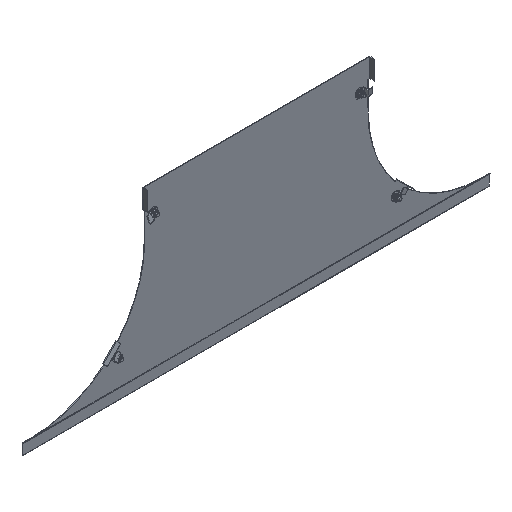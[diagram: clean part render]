
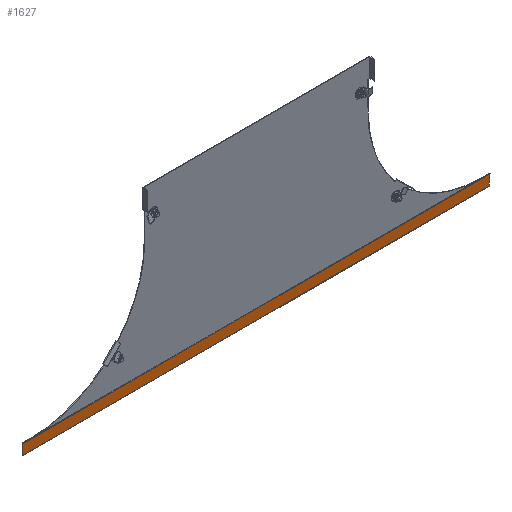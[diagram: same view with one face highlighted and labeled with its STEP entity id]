
A CAD part, isometric view. The second image highlights one B-rep face of the part: STEP entity #1627.
In plain terms, the highlighted planar face has unit normal (0, -1, 0).
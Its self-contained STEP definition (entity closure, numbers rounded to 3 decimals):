
#18 = CARTESIAN_POINT ( 'NONE',  ( -620., 0.25, -430.5 ) ) ;
#88 = DIRECTION ( 'NONE',  ( 1., 0., 0. ) ) ;
#208 = ORIENTED_EDGE ( 'NONE', *, *, #1273, .F. ) ;
#687 = VERTEX_POINT ( 'NONE', #960 ) ;
#883 = CARTESIAN_POINT ( 'NONE',  ( 620., 0.25, -430.914 ) ) ;
#893 = DIRECTION ( 'NONE',  ( 0., 0., 1. ) ) ;
#960 = CARTESIAN_POINT ( 'NONE',  ( 620., 0.25, -458. ) ) ;
#965 = DIRECTION ( 'NONE',  ( 0., 0., -1. ) ) ;
#1021 = CARTESIAN_POINT ( 'NONE',  ( -620., 0.25, -124.793 ) ) ;
#1202 = VECTOR ( 'NONE', #965, 1000. ) ;
#1273 = EDGE_CURVE ( 'NONE', #4964, #2581, #4901, .T. ) ;
#1345 = DIRECTION ( 'NONE',  ( 1., 0., 0. ) ) ;
#1477 = VERTEX_POINT ( 'NONE', #2045 ) ;
#1627 = ADVANCED_FACE ( 'NONE', ( #2331 ), #2306, .T. ) ;
#1652 = ORIENTED_EDGE ( 'NONE', *, *, #5011, .T. ) ;
#1841 = LINE ( 'NONE', #4444, #4529 ) ;
#2045 = CARTESIAN_POINT ( 'NONE',  ( -620., 0.25, -458. ) ) ;
#2203 = DIRECTION ( 'NONE',  ( 0., 0., -1. ) ) ;
#2229 = CARTESIAN_POINT ( 'NONE',  ( 600., 0.25, -430.5 ) ) ;
#2306 = PLANE ( 'NONE',  #2394 ) ;
#2331 = FACE_OUTER_BOUND ( 'NONE', #2653, .T. ) ;
#2346 = CARTESIAN_POINT ( 'NONE',  ( 600., 0.25, -124.793 ) ) ;
#2350 = DIRECTION ( 'NONE',  ( 0., -1., 0. ) ) ;
#2394 = AXIS2_PLACEMENT_3D ( 'NONE', #2346, #2350, #2203 ) ;
#2517 = LINE ( 'NONE', #1021, #1202 ) ;
#2581 = VERTEX_POINT ( 'NONE', #5667 ) ;
#2644 = ORIENTED_EDGE ( 'NONE', *, *, #3564, .T. ) ;
#2653 = EDGE_LOOP ( 'NONE', ( #1652, #5594, #2644, #208 ) ) ;
#3564 = EDGE_CURVE ( 'NONE', #687, #2581, #6035, .T. ) ;
#4110 = EDGE_CURVE ( 'NONE', #1477, #687, #1841, .T. ) ;
#4205 = VECTOR ( 'NONE', #893, 1000. ) ;
#4444 = CARTESIAN_POINT ( 'NONE',  ( 600., 0.25, -458. ) ) ;
#4529 = VECTOR ( 'NONE', #88, 1000. ) ;
#4901 = LINE ( 'NONE', #2229, #5525 ) ;
#4964 = VERTEX_POINT ( 'NONE', #18 ) ;
#5011 = EDGE_CURVE ( 'NONE', #4964, #1477, #2517, .T. ) ;
#5525 = VECTOR ( 'NONE', #1345, 1000. ) ;
#5594 = ORIENTED_EDGE ( 'NONE', *, *, #4110, .T. ) ;
#5667 = CARTESIAN_POINT ( 'NONE',  ( 620., 0.25, -430.5 ) ) ;
#6035 = LINE ( 'NONE', #883, #4205 ) ;
